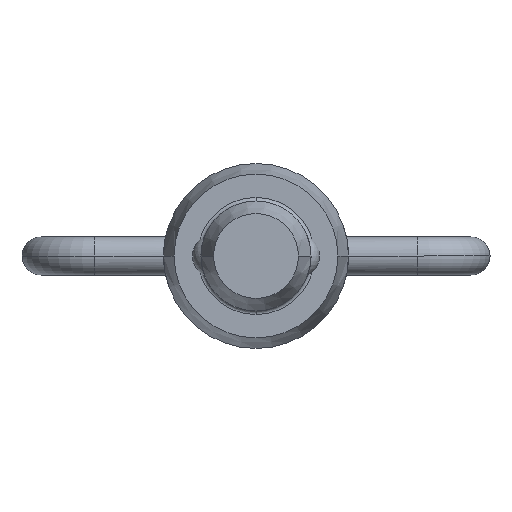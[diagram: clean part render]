
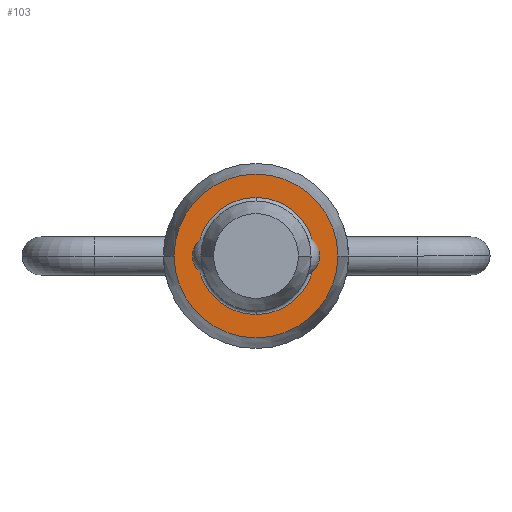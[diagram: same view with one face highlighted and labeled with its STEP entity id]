
A CAD part, front view. The second image highlights one B-rep face of the part: STEP entity #103.
In plain terms, the highlighted planar face has unit normal (0, -1, 0).
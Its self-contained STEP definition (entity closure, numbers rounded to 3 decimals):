
#103=ADVANCED_FACE('',(#222,#223),#224,.T.);
#222=FACE_OUTER_BOUND('',#355,.T.);
#223=FACE_BOUND('',#356,.T.);
#224=PLANE('',#357);
#355=EDGE_LOOP('',(#601,#602));
#356=EDGE_LOOP('',(#603,#604,#605));
#357=AXIS2_PLACEMENT_3D('',#606,#607,#608);
#601=ORIENTED_EDGE('',*,*,#822,.T.);
#602=ORIENTED_EDGE('',*,*,#887,.T.);
#603=ORIENTED_EDGE('',*,*,#849,.T.);
#604=ORIENTED_EDGE('',*,*,#888,.T.);
#605=ORIENTED_EDGE('',*,*,#850,.T.);
#606=CARTESIAN_POINT('',(-4.355,0.0,0.0));
#607=DIRECTION('',(0.,-1.0,0.0));
#608=DIRECTION('',(1.0,0.,0.0));
#822=EDGE_CURVE('',#985,#987,#989,.T.);
#849=EDGE_CURVE('',#1033,#1031,#1034,.T.);
#850=EDGE_CURVE('',#1035,#1033,#1036,.T.);
#887=EDGE_CURVE('',#987,#985,#1088,.T.);
#888=EDGE_CURVE('',#1031,#1035,#1089,.T.);
#985=VERTEX_POINT('',#1234);
#987=VERTEX_POINT('',#1237);
#989=CIRCLE('',#1240,4.722);
#1031=VERTEX_POINT('',#1288);
#1033=VERTEX_POINT('',#1290);
#1034=CIRCLE('',#1291,3.375);
#1035=VERTEX_POINT('',#1292);
#1036=CIRCLE('',#1293,3.375);
#1088=CIRCLE('',#1438,4.722);
#1089=CIRCLE('',#1439,3.375);
#1234=CARTESIAN_POINT('',(-4.722,0.0,0.0));
#1237=CARTESIAN_POINT('',(4.722,0.,0.));
#1240=AXIS2_PLACEMENT_3D('',#1592,#1593,#1594);
#1288=CARTESIAN_POINT('',(0.,0.,3.375));
#1290=CARTESIAN_POINT('',(-3.375,0.0,0.0));
#1291=AXIS2_PLACEMENT_3D('',#1643,#1644,#1645);
#1292=CARTESIAN_POINT('',(0.,0.,-3.375));
#1293=AXIS2_PLACEMENT_3D('',#1646,#1647,#1648);
#1438=AXIS2_PLACEMENT_3D('',#1700,#1701,#1702);
#1439=AXIS2_PLACEMENT_3D('',#1703,#1704,#1705);
#1592=CARTESIAN_POINT('',(0.,0.0,0.));
#1593=DIRECTION('',(0.,-1.0,0.0));
#1594=DIRECTION('',(-1.0,0.,0.0));
#1643=CARTESIAN_POINT('',(0.,0.0,0.0));
#1644=DIRECTION('',(0.,1.0,0.0));
#1645=DIRECTION('',(-1.0,0.,0.0));
#1646=CARTESIAN_POINT('',(0.,0.0,0.0));
#1647=DIRECTION('',(0.,1.0,0.0));
#1648=DIRECTION('',(-1.0,0.,0.0));
#1700=CARTESIAN_POINT('',(0.,0.0,0.));
#1701=DIRECTION('',(0.,-1.0,0.0));
#1702=DIRECTION('',(-1.0,0.,0.0));
#1703=CARTESIAN_POINT('',(0.,0.0,0.0));
#1704=DIRECTION('',(0.,1.0,0.0));
#1705=DIRECTION('',(-1.0,0.,0.0));
